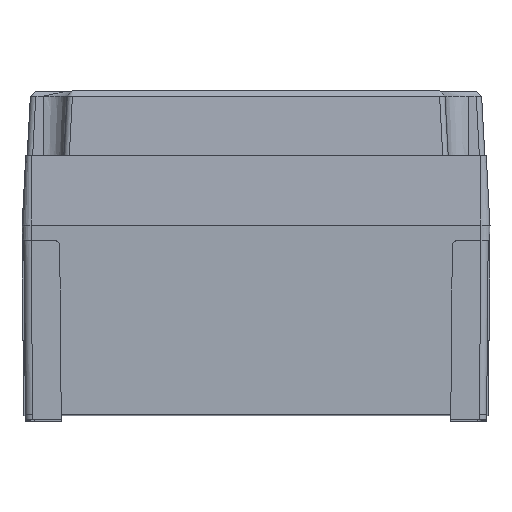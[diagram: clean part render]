
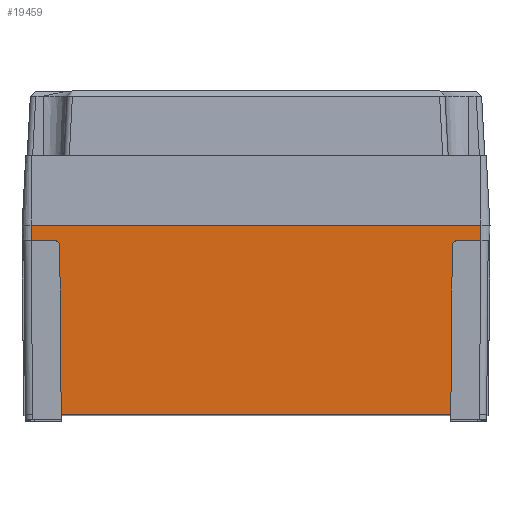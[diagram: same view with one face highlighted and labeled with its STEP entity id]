
A CAD part, top view. The second image highlights one B-rep face of the part: STEP entity #19459.
In plain terms, the highlighted planar face has unit normal (0, -0.009, 1).
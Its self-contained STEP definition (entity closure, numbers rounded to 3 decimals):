
#116 = EDGE_LOOP ( 'NONE', ( #8374, #8621, #9862, #19185, #7758, #12805, #15368, #13689, #9108, #8904 ) ) ;
#298 = VECTOR ( 'NONE', #11743, 1000. ) ;
#522 = CARTESIAN_POINT ( 'NONE',  ( -86.55, 0., 127.55 ) ) ;
#671 = CARTESIAN_POINT ( 'NONE',  ( 86.55, 0., 127.55 ) ) ;
#914 = VECTOR ( 'NONE', #4851, 1000. ) ;
#1093 = VERTEX_POINT ( 'NONE', #9929 ) ;
#1598 = VECTOR ( 'NONE', #12180, 1000. ) ;
#1738 = CARTESIAN_POINT ( 'NONE',  ( 75.533, -7.983, 127.48 ) ) ;
#1784 = CARTESIAN_POINT ( 'NONE',  ( 76.369, -6., 127.498 ) ) ;
#2461 = VERTEX_POINT ( 'NONE', #19757 ) ;
#2517 = EDGE_CURVE ( 'NONE', #4393, #7031, #4178, .T. ) ;
#3087 = CARTESIAN_POINT ( 'NONE',  ( -75.543, -6.819, 127.49 ) ) ;
#3093 = VERTEX_POINT ( 'NONE', #9931 ) ;
#3333 = VECTOR ( 'NONE', #6636, 1000. ) ;
#3548 = CARTESIAN_POINT ( 'NONE',  ( 86.55, -6., 127.498 ) ) ;
#4178 = LINE ( 'NONE', #522, #298 ) ;
#4233 = EDGE_CURVE ( 'NONE', #6581, #2461, #16007, .T. ) ;
#4393 = VERTEX_POINT ( 'NONE', #14944 ) ;
#4415 = DIRECTION ( 'NONE',  ( -0.009, -1., -0.009 ) ) ;
#4633 = EDGE_CURVE ( 'NONE', #18305, #3093, #7246, .T. ) ;
#4851 = DIRECTION ( 'NONE',  ( 0., 1., 0.009 ) ) ;
#5734 = DIRECTION ( 'NONE',  ( 0., -1., -0.009 ) ) ;
#6366 = CARTESIAN_POINT ( 'NONE',  ( -76.369, -6., 127.498 ) ) ;
#6581 = VERTEX_POINT ( 'NONE', #14743 ) ;
#6636 = DIRECTION ( 'NONE',  ( -0.009, 1., 0.009 ) ) ;
#6656 = CARTESIAN_POINT ( 'NONE',  ( -77.533, -6., 127.498 ) ) ;
#7031 = VERTEX_POINT ( 'NONE', #10155 ) ;
#7052 = CARTESIAN_POINT ( 'NONE',  ( -75.603, 0.096, 127.551 ) ) ;
#7209 = DIRECTION ( 'NONE',  ( -1., 0., 0. ) ) ;
#7246 =( BOUNDED_CURVE ( )  B_SPLINE_CURVE ( 3, ( #20819, #6366, #3087, #19155 ),
 .UNSPECIFIED., .F., .T. ) 
 B_SPLINE_CURVE_WITH_KNOTS ( ( 4, 4 ),
 ( 3.142, 4.704 ),
 .UNSPECIFIED. ) 
 CURVE ( )  GEOMETRIC_REPRESENTATION_ITEM ( )  RATIONAL_B_SPLINE_CURVE ( ( 1., 0.807, 0.807, 1. ) ) 
 REPRESENTATION_ITEM ( '' )  );
#7390 = EDGE_CURVE ( 'NONE', #6581, #3093, #14873, .T. ) ;
#7758 = ORIENTED_EDGE ( 'NONE', *, *, #11167, .F. ) ;
#7776 = DIRECTION ( 'NONE',  ( 1., 0., 0. ) ) ;
#8136 = CARTESIAN_POINT ( 'NONE',  ( 75.533, -7.983, 127.48 ) ) ;
#8374 = ORIENTED_EDGE ( 'NONE', *, *, #10908, .F. ) ;
#8434 = VECTOR ( 'NONE', #7209, 1000. ) ;
#8449 = EDGE_CURVE ( 'NONE', #9215, #1093, #18410, .T. ) ;
#8621 = ORIENTED_EDGE ( 'NONE', *, *, #12144, .T. ) ;
#8850 = DIRECTION ( 'NONE',  ( 1., 0., 0. ) ) ;
#8904 = ORIENTED_EDGE ( 'NONE', *, *, #4233, .T. ) ;
#9008 = CARTESIAN_POINT ( 'NONE',  ( -86.55, -6., 127.498 ) ) ;
#9108 = ORIENTED_EDGE ( 'NONE', *, *, #7390, .F. ) ;
#9215 = VERTEX_POINT ( 'NONE', #3548 ) ;
#9361 = CARTESIAN_POINT ( 'NONE',  ( -86.55, -73., 126.913 ) ) ;
#9511 = LINE ( 'NONE', #19117, #18432 ) ;
#9862 = ORIENTED_EDGE ( 'NONE', *, *, #8449, .F. ) ;
#9929 = CARTESIAN_POINT ( 'NONE',  ( 77.533, -6., 127.498 ) ) ;
#9931 = CARTESIAN_POINT ( 'NONE',  ( -75.533, -7.983, 127.48 ) ) ;
#10042 = CARTESIAN_POINT ( 'NONE',  ( 75.543, -6.819, 127.49 ) ) ;
#10155 = CARTESIAN_POINT ( 'NONE',  ( -86.55, 0., 127.55 ) ) ;
#10273 = VECTOR ( 'NONE', #7776, 1000. ) ;
#10341 = EDGE_CURVE ( 'NONE', #4393, #18305, #19983, .T. ) ;
#10908 = EDGE_CURVE ( 'NONE', #19134, #2461, #9511, .T. ) ;
#10920 = CARTESIAN_POINT ( 'NONE',  ( -86.55, 0., 127.55 ) ) ;
#11020 = DIRECTION ( 'NONE',  ( 0., -0.009, 1. ) ) ;
#11167 = EDGE_CURVE ( 'NONE', #7031, #20811, #14976, .T. ) ;
#11624 = LINE ( 'NONE', #19740, #914 ) ;
#11743 = DIRECTION ( 'NONE',  ( 0., 1., 0.009 ) ) ;
#12144 = EDGE_CURVE ( 'NONE', #19134, #1093, #15071, .T. ) ;
#12180 = DIRECTION ( 'NONE',  ( 1., 0., 0. ) ) ;
#12499 = PLANE ( 'NONE',  #16292 ) ;
#12805 = ORIENTED_EDGE ( 'NONE', *, *, #2517, .F. ) ;
#13090 = CARTESIAN_POINT ( 'NONE',  ( 77.533, -6., 127.498 ) ) ;
#13573 = EDGE_CURVE ( 'NONE', #9215, #20811, #11624, .T. ) ;
#13689 = ORIENTED_EDGE ( 'NONE', *, *, #4633, .T. ) ;
#13758 = CARTESIAN_POINT ( 'NONE',  ( -86.55, -6., 127.498 ) ) ;
#14743 = CARTESIAN_POINT ( 'NONE',  ( -74.965, -73., 126.913 ) ) ;
#14873 = LINE ( 'NONE', #7052, #3333 ) ;
#14944 = CARTESIAN_POINT ( 'NONE',  ( -86.55, -6., 127.498 ) ) ;
#14976 = LINE ( 'NONE', #15186, #16072 ) ;
#15071 =( BOUNDED_CURVE ( )  B_SPLINE_CURVE ( 3, ( #8136, #10042, #1784, #13090 ),
 .UNSPECIFIED., .F., .T. ) 
 B_SPLINE_CURVE_WITH_KNOTS ( ( 4, 4 ),
 ( 1.58, 3.142 ),
 .UNSPECIFIED. ) 
 CURVE ( )  GEOMETRIC_REPRESENTATION_ITEM ( )  RATIONAL_B_SPLINE_CURVE ( ( 1., 0.807, 0.807, 1. ) ) 
 REPRESENTATION_ITEM ( '' )  );
#15186 = CARTESIAN_POINT ( 'NONE',  ( -86.55, 0., 127.55 ) ) ;
#15368 = ORIENTED_EDGE ( 'NONE', *, *, #10341, .T. ) ;
#15553 = FACE_OUTER_BOUND ( 'NONE', #116, .T. ) ;
#16007 = LINE ( 'NONE', #9361, #10273 ) ;
#16072 = VECTOR ( 'NONE', #8850, 1000. ) ;
#16292 = AXIS2_PLACEMENT_3D ( 'NONE', #10920, #11020, #5734 ) ;
#18305 = VERTEX_POINT ( 'NONE', #6656 ) ;
#18410 = LINE ( 'NONE', #9008, #8434 ) ;
#18432 = VECTOR ( 'NONE', #4415, 1000. ) ;
#19117 = CARTESIAN_POINT ( 'NONE',  ( 75.59, -1.415, 127.538 ) ) ;
#19134 = VERTEX_POINT ( 'NONE', #1738 ) ;
#19155 = CARTESIAN_POINT ( 'NONE',  ( -75.533, -7.983, 127.48 ) ) ;
#19185 = ORIENTED_EDGE ( 'NONE', *, *, #13573, .T. ) ;
#19459 = ADVANCED_FACE ( 'NONE', ( #15553 ), #12499, .T. ) ;
#19740 = CARTESIAN_POINT ( 'NONE',  ( 86.55, 0., 127.55 ) ) ;
#19757 = CARTESIAN_POINT ( 'NONE',  ( 74.965, -73., 126.913 ) ) ;
#19983 = LINE ( 'NONE', #13758, #1598 ) ;
#20811 = VERTEX_POINT ( 'NONE', #671 ) ;
#20819 = CARTESIAN_POINT ( 'NONE',  ( -77.533, -6., 127.498 ) ) ;
